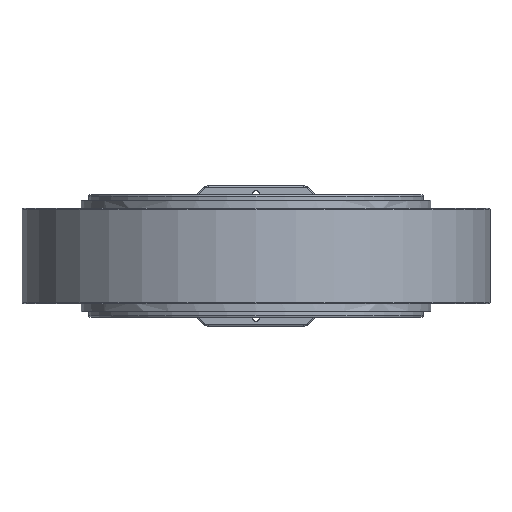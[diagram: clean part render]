
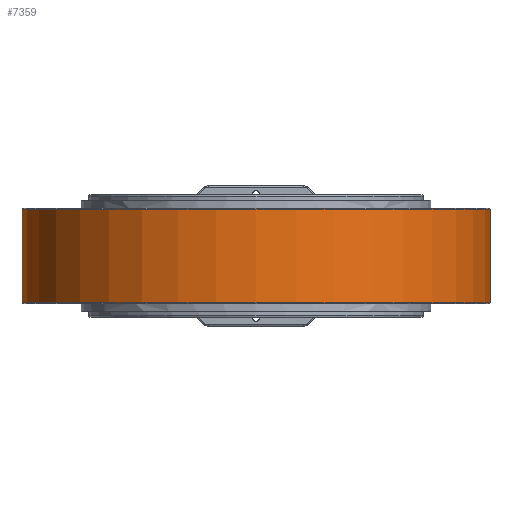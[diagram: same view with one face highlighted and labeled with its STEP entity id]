
A CAD part, front view. The second image highlights one B-rep face of the part: STEP entity #7359.
In plain terms, the highlighted cylindrical face has radius 170 mm (diameter 340 mm), a partial arc.
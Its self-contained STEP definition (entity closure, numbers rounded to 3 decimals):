
#446=CYLINDRICAL_SURFACE('',#8139,170.);
#1100=FACE_OUTER_BOUND('',#1529,.T.);
#1529=EDGE_LOOP('',(#5950,#5951,#5952,#5953));
#1926=CIRCLE('',#7892,170.);
#1948=CIRCLE('',#7930,170.);
#2538=LINE('',#13421,#2984);
#2540=LINE('',#13424,#2986);
#2984=VECTOR('',#9719,10.);
#2986=VECTOR('',#9723,10.);
#3440=VERTEX_POINT('',#12470);
#3441=VERTEX_POINT('',#12474);
#3469=VERTEX_POINT('',#12630);
#3470=VERTEX_POINT('',#12634);
#4175=EDGE_CURVE('',#3441,#3440,#1926,.T.);
#4225=EDGE_CURVE('',#3470,#3469,#1948,.T.);
#4458=EDGE_CURVE('',#3440,#3470,#2538,.T.);
#4460=EDGE_CURVE('',#3469,#3441,#2540,.T.);
#5950=ORIENTED_EDGE('',*,*,#4175,.F.);
#5951=ORIENTED_EDGE('',*,*,#4460,.F.);
#5952=ORIENTED_EDGE('',*,*,#4225,.F.);
#5953=ORIENTED_EDGE('',*,*,#4458,.F.);
#7359=ADVANCED_FACE('',(#1100),#446,.T.);
#7892=AXIS2_PLACEMENT_3D('',#12476,#9097,#9098);
#7930=AXIS2_PLACEMENT_3D('',#12636,#9192,#9193);
#8139=AXIS2_PLACEMENT_3D('',#13423,#9721,#9722);
#9097=DIRECTION('center_axis',(0.,0.,1.));
#9098=DIRECTION('ref_axis',(0.,-1.,0.));
#9192=DIRECTION('center_axis',(0.,0.,-1.));
#9193=DIRECTION('ref_axis',(0.,-1.,0.));
#9719=DIRECTION('',(0.,0.,-1.));
#9721=DIRECTION('center_axis',(0.,0.,1.));
#9722=DIRECTION('ref_axis',(0.,-1.,0.));
#9723=DIRECTION('',(0.,0.,1.));
#12470=CARTESIAN_POINT('',(94.719,141.168,34.));
#12474=CARTESIAN_POINT('',(-94.719,141.168,34.));
#12476=CARTESIAN_POINT('Origin',(0.,0.,34.));
#12630=CARTESIAN_POINT('',(-94.719,141.168,-34.));
#12634=CARTESIAN_POINT('',(94.719,141.168,-34.));
#12636=CARTESIAN_POINT('Origin',(0.,0.,-34.));
#13421=CARTESIAN_POINT('',(94.719,141.168,0.));
#13423=CARTESIAN_POINT('Origin',(0.,0.,0.));
#13424=CARTESIAN_POINT('',(-94.719,141.168,0.));
